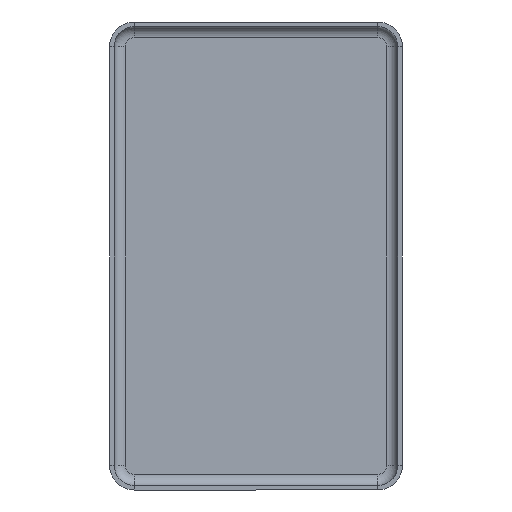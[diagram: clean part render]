
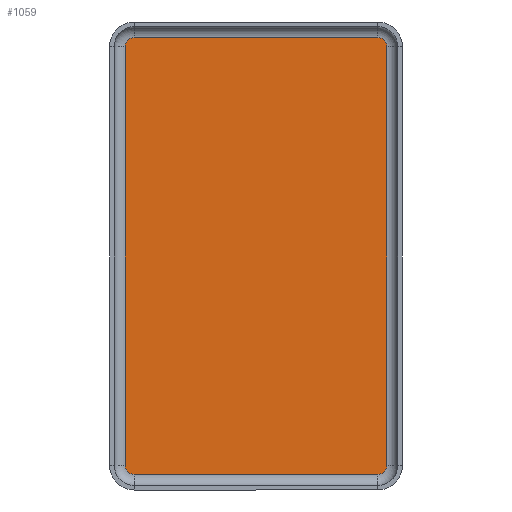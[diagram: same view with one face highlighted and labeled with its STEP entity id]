
A CAD part, front view. The second image highlights one B-rep face of the part: STEP entity #1059.
In plain terms, the highlighted planar face has unit normal (0, -1, 0).
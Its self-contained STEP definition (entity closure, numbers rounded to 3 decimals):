
#15 = CARTESIAN_POINT ( 'NONE',  ( -7.85, -0.3, 13.5 ) ) ;
#33 = CARTESIAN_POINT ( 'NONE',  ( -8.45, -0.3, -13.5 ) ) ;
#52 = VERTEX_POINT ( 'NONE', #270 ) ;
#54 = DIRECTION ( 'NONE',  ( -1., 0., 0. ) ) ;
#71 = DIRECTION ( 'NONE',  ( 0., 1., 0. ) ) ;
#72 = ORIENTED_EDGE ( 'NONE', *, *, #845, .F. ) ;
#100 = DIRECTION ( 'NONE',  ( 0., 1., 0. ) ) ;
#111 = CARTESIAN_POINT ( 'NONE',  ( 7.85, -0.3, 13.5 ) ) ;
#148 = CARTESIAN_POINT ( 'NONE',  ( 7.85, -0.3, -14.1 ) ) ;
#156 = ORIENTED_EDGE ( 'NONE', *, *, #738, .F. ) ;
#169 = DIRECTION ( 'NONE',  ( 1., 0., 0. ) ) ;
#178 = EDGE_CURVE ( 'NONE', #795, #829, #421, .T. ) ;
#184 = VECTOR ( 'NONE', #169, 1000. ) ;
#193 = DIRECTION ( 'NONE',  ( 0., -1., 0. ) ) ;
#197 = DIRECTION ( 'NONE',  ( 0., 0., -1. ) ) ;
#208 = CARTESIAN_POINT ( 'NONE',  ( 8.45, -0.3, -13.5 ) ) ;
#212 = CARTESIAN_POINT ( 'NONE',  ( -8.45, -0.3, -13.5 ) ) ;
#235 = ORIENTED_EDGE ( 'NONE', *, *, #627, .F. ) ;
#246 = CARTESIAN_POINT ( 'NONE',  ( 8.45, -0.3, 13.5 ) ) ;
#258 = CARTESIAN_POINT ( 'NONE',  ( 7.85, -0.3, 14.1 ) ) ;
#270 = CARTESIAN_POINT ( 'NONE',  ( 8.45, -0.3, 13.5 ) ) ;
#284 = VERTEX_POINT ( 'NONE', #814 ) ;
#307 = LINE ( 'NONE', #246, #419 ) ;
#308 = DIRECTION ( 'NONE',  ( 0., 1., 0. ) ) ;
#361 = FACE_OUTER_BOUND ( 'NONE', #982, .T. ) ;
#376 = VECTOR ( 'NONE', #54, 1000. ) ;
#379 = AXIS2_PLACEMENT_3D ( 'NONE', #15, #100, #668 ) ;
#407 = DIRECTION ( 'NONE',  ( 0., 0., 1. ) ) ;
#419 = VECTOR ( 'NONE', #779, 1000. ) ;
#421 = LINE ( 'NONE', #1158, #184 ) ;
#427 = EDGE_CURVE ( 'NONE', #829, #52, #926, .T. ) ;
#493 = VERTEX_POINT ( 'NONE', #945 ) ;
#513 = LINE ( 'NONE', #148, #376 ) ;
#534 = CIRCLE ( 'NONE', #930, 0.6 ) ;
#558 = CARTESIAN_POINT ( 'NONE',  ( -7.85, -0.3, -14.1 ) ) ;
#568 = EDGE_CURVE ( 'NONE', #592, #493, #939, .T. ) ;
#571 = VERTEX_POINT ( 'NONE', #208 ) ;
#575 = VECTOR ( 'NONE', #407, 1000. ) ;
#592 = VERTEX_POINT ( 'NONE', #212 ) ;
#627 = EDGE_CURVE ( 'NONE', #52, #571, #307, .T. ) ;
#636 = CARTESIAN_POINT ( 'NONE',  ( -7.85, -0.3, 14.1 ) ) ;
#653 = AXIS2_PLACEMENT_3D ( 'NONE', #927, #308, #937 ) ;
#668 = DIRECTION ( 'NONE',  ( 0., 0., 1. ) ) ;
#737 = AXIS2_PLACEMENT_3D ( 'NONE', #749, #834, #920 ) ;
#738 = EDGE_CURVE ( 'NONE', #284, #980, #513, .T. ) ;
#749 = CARTESIAN_POINT ( 'NONE',  ( 7.85, -0.3, -13.5 ) ) ;
#779 = DIRECTION ( 'NONE',  ( 0., 0., -1. ) ) ;
#795 = VERTEX_POINT ( 'NONE', #636 ) ;
#810 = ORIENTED_EDGE ( 'NONE', *, *, #911, .F. ) ;
#814 = CARTESIAN_POINT ( 'NONE',  ( 7.85, -0.3, -14.1 ) ) ;
#829 = VERTEX_POINT ( 'NONE', #258 ) ;
#834 = DIRECTION ( 'NONE',  ( 0., 1., 0. ) ) ;
#845 = EDGE_CURVE ( 'NONE', #980, #592, #534, .T. ) ;
#911 = EDGE_CURVE ( 'NONE', #571, #284, #983, .T. ) ;
#920 = DIRECTION ( 'NONE',  ( 0., 0., 1. ) ) ;
#926 = CIRCLE ( 'NONE', #653, 0.6 ) ;
#927 = CARTESIAN_POINT ( 'NONE',  ( 7.85, -0.3, 13.5 ) ) ;
#930 = AXIS2_PLACEMENT_3D ( 'NONE', #1160, #71, #1148 ) ;
#937 = DIRECTION ( 'NONE',  ( 0., 0., 1. ) ) ;
#939 = LINE ( 'NONE', #33, #575 ) ;
#945 = CARTESIAN_POINT ( 'NONE',  ( -8.45, -0.3, 13.5 ) ) ;
#980 = VERTEX_POINT ( 'NONE', #558 ) ;
#982 = EDGE_LOOP ( 'NONE', ( #994, #1017, #985, #1135, #72, #156, #810, #235 ) ) ;
#983 = CIRCLE ( 'NONE', #737, 0.6 ) ;
#985 = ORIENTED_EDGE ( 'NONE', *, *, #1016, .F. ) ;
#994 = ORIENTED_EDGE ( 'NONE', *, *, #427, .F. ) ;
#1016 = EDGE_CURVE ( 'NONE', #493, #795, #1020, .T. ) ;
#1017 = ORIENTED_EDGE ( 'NONE', *, *, #178, .F. ) ;
#1020 = CIRCLE ( 'NONE', #379, 0.6 ) ;
#1027 = PLANE ( 'NONE',  #1102 ) ;
#1059 = ADVANCED_FACE ( 'NONE', ( #361 ), #1027, .T. ) ;
#1102 = AXIS2_PLACEMENT_3D ( 'NONE', #111, #193, #197 ) ;
#1135 = ORIENTED_EDGE ( 'NONE', *, *, #568, .F. ) ;
#1148 = DIRECTION ( 'NONE',  ( 0., 0., 1. ) ) ;
#1158 = CARTESIAN_POINT ( 'NONE',  ( -7.85, -0.3, 14.1 ) ) ;
#1160 = CARTESIAN_POINT ( 'NONE',  ( -7.85, -0.3, -13.5 ) ) ;
